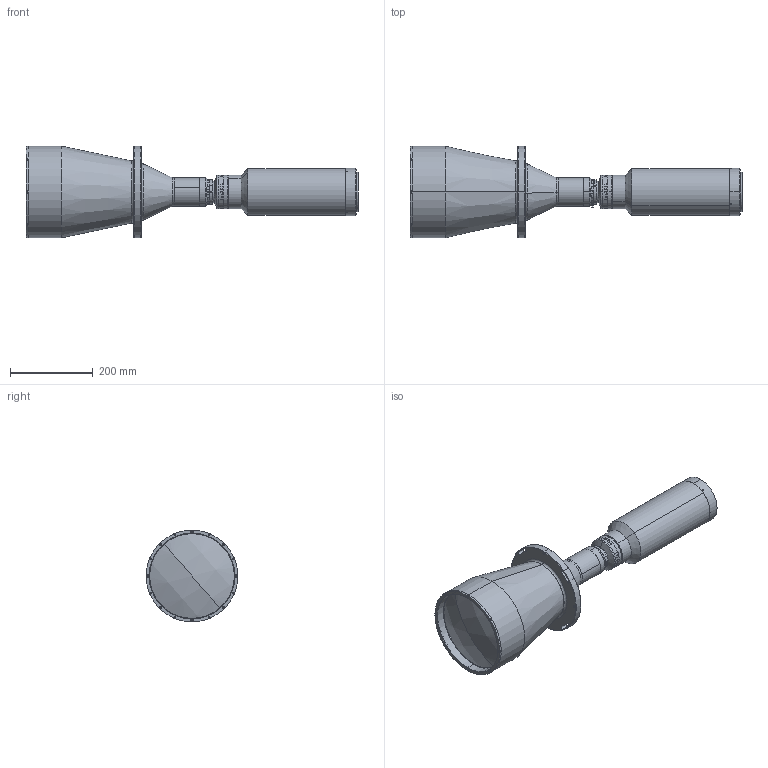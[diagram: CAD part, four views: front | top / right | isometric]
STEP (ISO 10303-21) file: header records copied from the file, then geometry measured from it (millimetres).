
FILE_DESCRIPTION (( 'STEP AP203' ), '1' );
FILE_NAME ('XF-PTL19582-M95-12-VI.STEP', '2019-06-14T05:43:01', ( 'puyufan' ), ( '' ), 'SwSTEP 2.0', 'SolidWorks 2014', '' );
FILE_SCHEMA (( 'CONFIG_CONTROL_DESIGN' ));
Length unit declared in the file: millimetre
Products named in the file (1): XF-PTL19582-M95-12-VI
Bounding box: 803.75 x 222 x 222 mm (x, y, z)
Surface area: 510149.8 mm2 (no closed solid volume)
Topology: 0 solids, 74 shells, 341 faces, 1928 edges, 1643 vertices
Faces by surface type: cylinder 204, plane 87, cone 40, torus 8, sphere 2
Entity records: 29606 total; most frequent: CARTESIAN_POINT 15153, DIRECTION 2870, ORIENTED_EDGE 2537, EDGE_CURVE 1928, VERTEX_POINT 1643, AXIS2_PLACEMENT_3D 1117, CIRCLE 775, VECTOR 636
